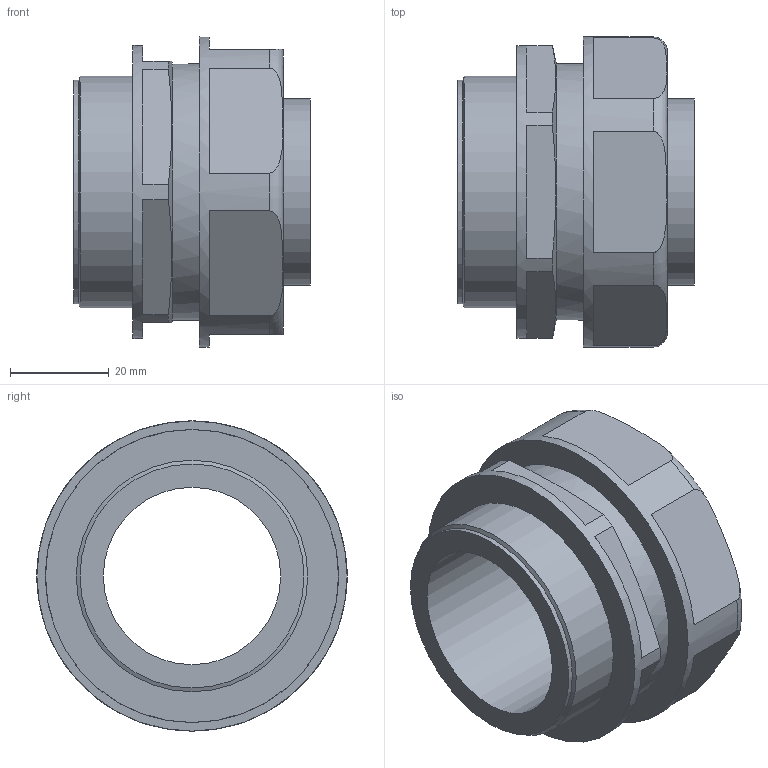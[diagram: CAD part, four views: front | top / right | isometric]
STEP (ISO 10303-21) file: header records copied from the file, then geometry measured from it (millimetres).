
FILE_DESCRIPTION( ( 'STEP AP203' ), '1' );
FILE_NAME( 'FLEXA USK-P 5020.130.0361.stp', '2020-03-27T09:41:48', ( 'License CC BY-ND 4.0' ), ( 'CADENAS' ), ' ', 'PARTsolutions', ' ' );
FILE_SCHEMA( ( 'CONFIG_CONTROL_DESIGN' ) );
Length unit declared in the file: millimetre
Products named in the file (1): _FLEXA USK-P 5020.130.0361
Bounding box: 48 x 63 x 63 mm (x, y, z)
Volume: 58407.6 mm3; surface area: 19077.2 mm2
Topology: 1 solids, 1 shells, 41 faces, 102 edges, 67 vertices
Faces by surface type: plane 30, cylinder 8, cone 2, torus 1
Full cylindrical faces by diameter (mm): 36 x1, 37.8 x1, 45 x1, 45.48 x1, 47 x1, 52 x1, 59.5 x1, 63 x1
Entity records: 1452 total; most frequent: CARTESIAN_POINT 480, DIRECTION 198, ORIENTED_EDGE 174, EDGE_CURVE 87, AXIS2_PLACEMENT_3D 81, VERTEX_POINT 63, EDGE_LOOP 58, FACE_OUTER_BOUND 50
